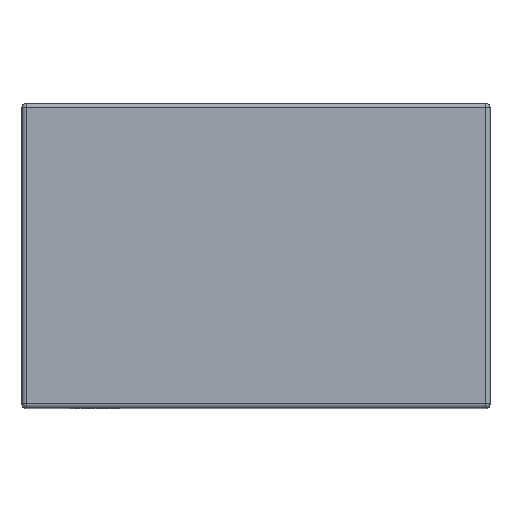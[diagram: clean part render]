
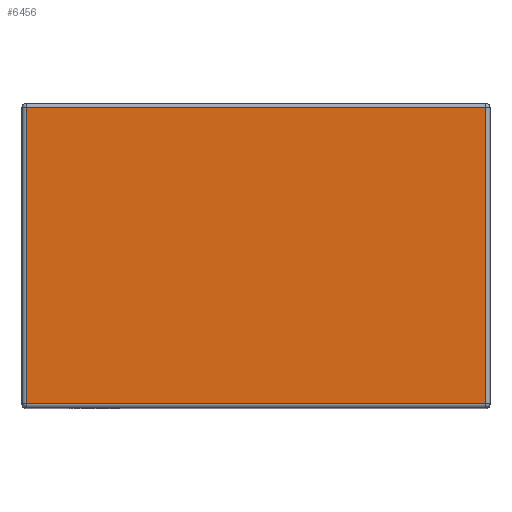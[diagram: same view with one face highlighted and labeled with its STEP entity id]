
A CAD part, top view. The second image highlights one B-rep face of the part: STEP entity #6456.
In plain terms, the highlighted planar face has unit normal (0, 0, 1).
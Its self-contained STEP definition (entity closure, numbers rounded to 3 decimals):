
#828 = EDGE_CURVE ( 'NONE', #12578, #2107, #7298, .T. ) ;
#1351 = DIRECTION ( 'NONE',  ( 0., 1., 0. ) ) ;
#1770 = CARTESIAN_POINT ( 'NONE',  ( -5.7, -3.675, 10.16 ) ) ;
#1837 = FACE_OUTER_BOUND ( 'NONE', #9757, .T. ) ;
#1985 = ORIENTED_EDGE ( 'NONE', *, *, #10040, .T. ) ;
#2107 = VERTEX_POINT ( 'NONE', #1770 ) ;
#2146 = VERTEX_POINT ( 'NONE', #12369 ) ;
#3288 = DIRECTION ( 'NONE',  ( -1., 0., 0. ) ) ;
#3753 = VERTEX_POINT ( 'NONE', #6182 ) ;
#4387 = LINE ( 'NONE', #9242, #9229 ) ;
#4423 = CARTESIAN_POINT ( 'NONE',  ( -5.7, 0., 10.16 ) ) ;
#4514 = CARTESIAN_POINT ( 'NONE',  ( -5.7, 3.675, 10.16 ) ) ;
#4785 = PLANE ( 'NONE',  #11473 ) ;
#5675 = EDGE_CURVE ( 'NONE', #3753, #2146, #12155, .T. ) ;
#6182 = CARTESIAN_POINT ( 'NONE',  ( 5.7, -3.675, 10.16 ) ) ;
#6242 = DIRECTION ( 'NONE',  ( -1., 0., 0. ) ) ;
#6456 = ADVANCED_FACE ( 'NONE', ( #1837 ), #4785, .F. ) ;
#6539 = VECTOR ( 'NONE', #11194, 1000. ) ;
#7298 = LINE ( 'NONE', #4423, #6539 ) ;
#8139 = LINE ( 'NONE', #8349, #12422 ) ;
#8349 = CARTESIAN_POINT ( 'NONE',  ( 0., 3.675, 10.16 ) ) ;
#8706 = EDGE_CURVE ( 'NONE', #2146, #12578, #8139, .T. ) ;
#9229 = VECTOR ( 'NONE', #9310, 1000. ) ;
#9242 = CARTESIAN_POINT ( 'NONE',  ( 0., -3.675, 10.16 ) ) ;
#9310 = DIRECTION ( 'NONE',  ( 1., 0., 0. ) ) ;
#9514 = VECTOR ( 'NONE', #1351, 1000. ) ;
#9757 = EDGE_LOOP ( 'NONE', ( #11560, #1985, #9964, #12067 ) ) ;
#9964 = ORIENTED_EDGE ( 'NONE', *, *, #5675, .T. ) ;
#10040 = EDGE_CURVE ( 'NONE', #2107, #3753, #4387, .T. ) ;
#10041 = CARTESIAN_POINT ( 'NONE',  ( 5.7, 0., 10.16 ) ) ;
#10942 = CARTESIAN_POINT ( 'NONE',  ( 0., 0., 10.16 ) ) ;
#11194 = DIRECTION ( 'NONE',  ( 0., -1., 0. ) ) ;
#11473 = AXIS2_PLACEMENT_3D ( 'NONE', #10942, #12040, #3288 ) ;
#11560 = ORIENTED_EDGE ( 'NONE', *, *, #828, .T. ) ;
#12040 = DIRECTION ( 'NONE',  ( 0., 0., -1. ) ) ;
#12067 = ORIENTED_EDGE ( 'NONE', *, *, #8706, .T. ) ;
#12155 = LINE ( 'NONE', #10041, #9514 ) ;
#12369 = CARTESIAN_POINT ( 'NONE',  ( 5.7, 3.675, 10.16 ) ) ;
#12422 = VECTOR ( 'NONE', #6242, 1000. ) ;
#12578 = VERTEX_POINT ( 'NONE', #4514 ) ;
